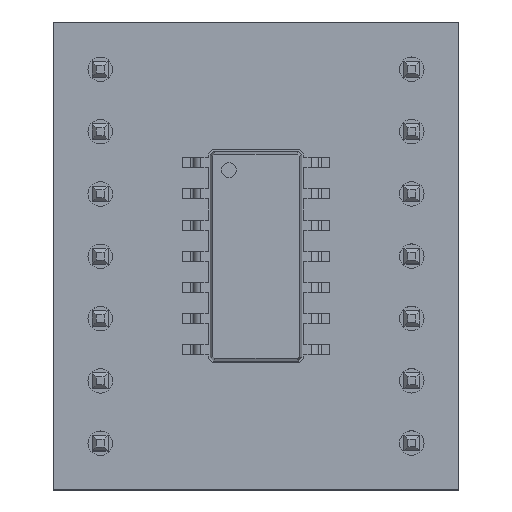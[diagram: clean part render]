
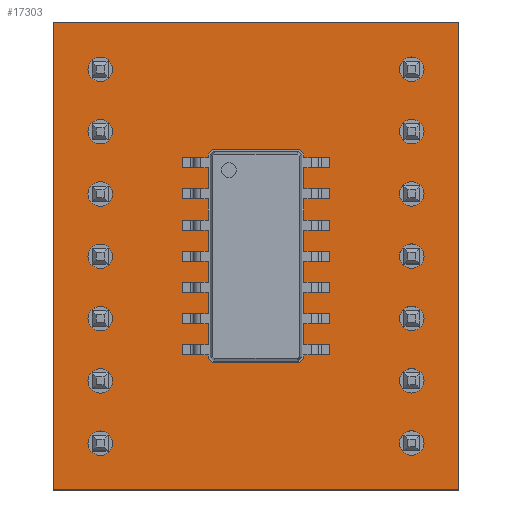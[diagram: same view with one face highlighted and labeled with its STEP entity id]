
A CAD part, top view. The second image highlights one B-rep face of the part: STEP entity #17303.
In plain terms, the highlighted planar face has unit normal (0, 0, 1).
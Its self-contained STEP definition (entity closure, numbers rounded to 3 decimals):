
#17037 = VERTEX_POINT('',#17038);
#17038 = CARTESIAN_POINT('',(14.605,-17.145,4.17));
#17044 = EDGE_CURVE('',#17037,#17045,#17047,.T.);
#17045 = VERTEX_POINT('',#17046);
#17046 = CARTESIAN_POINT('',(-1.905,-17.145,4.17));
#17047 = LINE('',#17048,#17049);
#17048 = CARTESIAN_POINT('',(14.605,-17.145,4.17));
#17049 = VECTOR('',#17050,1.);
#17050 = DIRECTION('',(-1.,0.,0.));
#17077 = VERTEX_POINT('',#17078);
#17078 = CARTESIAN_POINT('',(14.605,1.93,4.17));
#17084 = EDGE_CURVE('',#17077,#17037,#17085,.T.);
#17085 = LINE('',#17086,#17087);
#17086 = CARTESIAN_POINT('',(14.605,1.93,4.17));
#17087 = VECTOR('',#17088,1.);
#17088 = DIRECTION('',(0.,-1.,0.));
#17106 = EDGE_CURVE('',#17045,#17107,#17109,.T.);
#17107 = VERTEX_POINT('',#17108);
#17108 = CARTESIAN_POINT('',(-1.905,1.93,4.17));
#17109 = LINE('',#17110,#17111);
#17110 = CARTESIAN_POINT('',(-1.905,-17.145,4.17));
#17111 = VECTOR('',#17112,1.);
#17112 = DIRECTION('',(0.,1.,0.));
#17303 = ADVANCED_FACE('',(#17304,#17315,#17326,#17337,#17348,#17359,
    #17370,#17381,#17392,#17403,#17414,#17425,#17436,#17447,#17458),
  #17469,.F.);
#17304 = FACE_BOUND('',#17305,.F.);
#17305 = EDGE_LOOP('',(#17306,#17307,#17308,#17314));
#17306 = ORIENTED_EDGE('',*,*,#17044,.T.);
#17307 = ORIENTED_EDGE('',*,*,#17106,.T.);
#17308 = ORIENTED_EDGE('',*,*,#17309,.T.);
#17309 = EDGE_CURVE('',#17107,#17077,#17310,.T.);
#17310 = LINE('',#17311,#17312);
#17311 = CARTESIAN_POINT('',(-1.905,1.93,4.17));
#17312 = VECTOR('',#17313,1.);
#17313 = DIRECTION('',(1.,0.,0.));
#17314 = ORIENTED_EDGE('',*,*,#17084,.T.);
#17315 = FACE_BOUND('',#17316,.F.);
#17316 = EDGE_LOOP('',(#17317));
#17317 = ORIENTED_EDGE('',*,*,#17318,.T.);
#17318 = EDGE_CURVE('',#17319,#17319,#17321,.T.);
#17319 = VERTEX_POINT('',#17320);
#17320 = CARTESIAN_POINT('',(13.2,-15.235,4.17));
#17321 = CIRCLE('',#17322,0.5);
#17322 = AXIS2_PLACEMENT_3D('',#17323,#17324,#17325);
#17323 = CARTESIAN_POINT('',(12.7,-15.235,4.17));
#17324 = DIRECTION('',(0.,0.,1.));
#17325 = DIRECTION('',(1.,0.,0.));
#17326 = FACE_BOUND('',#17327,.F.);
#17327 = EDGE_LOOP('',(#17328));
#17328 = ORIENTED_EDGE('',*,*,#17329,.T.);
#17329 = EDGE_CURVE('',#17330,#17330,#17332,.T.);
#17330 = VERTEX_POINT('',#17331);
#17331 = CARTESIAN_POINT('',(13.2,-12.695,4.17));
#17332 = CIRCLE('',#17333,0.5);
#17333 = AXIS2_PLACEMENT_3D('',#17334,#17335,#17336);
#17334 = CARTESIAN_POINT('',(12.7,-12.695,4.17));
#17335 = DIRECTION('',(0.,0.,1.));
#17336 = DIRECTION('',(1.,0.,0.));
#17337 = FACE_BOUND('',#17338,.F.);
#17338 = EDGE_LOOP('',(#17339));
#17339 = ORIENTED_EDGE('',*,*,#17340,.T.);
#17340 = EDGE_CURVE('',#17341,#17341,#17343,.T.);
#17341 = VERTEX_POINT('',#17342);
#17342 = CARTESIAN_POINT('',(13.2,-10.155,4.17));
#17343 = CIRCLE('',#17344,0.5);
#17344 = AXIS2_PLACEMENT_3D('',#17345,#17346,#17347);
#17345 = CARTESIAN_POINT('',(12.7,-10.155,4.17));
#17346 = DIRECTION('',(0.,0.,1.));
#17347 = DIRECTION('',(1.,0.,0.));
#17348 = FACE_BOUND('',#17349,.F.);
#17349 = EDGE_LOOP('',(#17350));
#17350 = ORIENTED_EDGE('',*,*,#17351,.T.);
#17351 = EDGE_CURVE('',#17352,#17352,#17354,.T.);
#17352 = VERTEX_POINT('',#17353);
#17353 = CARTESIAN_POINT('',(0.5,-15.24,4.17));
#17354 = CIRCLE('',#17355,0.5);
#17355 = AXIS2_PLACEMENT_3D('',#17356,#17357,#17358);
#17356 = CARTESIAN_POINT('',(0.,-15.24,4.17));
#17357 = DIRECTION('',(0.,0.,1.));
#17358 = DIRECTION('',(1.,0.,0.));
#17359 = FACE_BOUND('',#17360,.F.);
#17360 = EDGE_LOOP('',(#17361));
#17361 = ORIENTED_EDGE('',*,*,#17362,.T.);
#17362 = EDGE_CURVE('',#17363,#17363,#17365,.T.);
#17363 = VERTEX_POINT('',#17364);
#17364 = CARTESIAN_POINT('',(0.5,-12.7,4.17));
#17365 = CIRCLE('',#17366,0.5);
#17366 = AXIS2_PLACEMENT_3D('',#17367,#17368,#17369);
#17367 = CARTESIAN_POINT('',(0.,-12.7,4.17));
#17368 = DIRECTION('',(0.,0.,1.));
#17369 = DIRECTION('',(1.,0.,0.));
#17370 = FACE_BOUND('',#17371,.F.);
#17371 = EDGE_LOOP('',(#17372));
#17372 = ORIENTED_EDGE('',*,*,#17373,.T.);
#17373 = EDGE_CURVE('',#17374,#17374,#17376,.T.);
#17374 = VERTEX_POINT('',#17375);
#17375 = CARTESIAN_POINT('',(0.5,-10.16,4.17));
#17376 = CIRCLE('',#17377,0.5);
#17377 = AXIS2_PLACEMENT_3D('',#17378,#17379,#17380);
#17378 = CARTESIAN_POINT('',(0.,-10.16,4.17));
#17379 = DIRECTION('',(0.,0.,1.));
#17380 = DIRECTION('',(1.,0.,0.));
#17381 = FACE_BOUND('',#17382,.F.);
#17382 = EDGE_LOOP('',(#17383));
#17383 = ORIENTED_EDGE('',*,*,#17384,.T.);
#17384 = EDGE_CURVE('',#17385,#17385,#17387,.T.);
#17385 = VERTEX_POINT('',#17386);
#17386 = CARTESIAN_POINT('',(0.5,-7.62,4.17));
#17387 = CIRCLE('',#17388,0.5);
#17388 = AXIS2_PLACEMENT_3D('',#17389,#17390,#17391);
#17389 = CARTESIAN_POINT('',(0.,-7.62,4.17));
#17390 = DIRECTION('',(0.,0.,1.));
#17391 = DIRECTION('',(1.,0.,0.));
#17392 = FACE_BOUND('',#17393,.F.);
#17393 = EDGE_LOOP('',(#17394));
#17394 = ORIENTED_EDGE('',*,*,#17395,.T.);
#17395 = EDGE_CURVE('',#17396,#17396,#17398,.T.);
#17396 = VERTEX_POINT('',#17397);
#17397 = CARTESIAN_POINT('',(13.2,-7.615,4.17));
#17398 = CIRCLE('',#17399,0.5);
#17399 = AXIS2_PLACEMENT_3D('',#17400,#17401,#17402);
#17400 = CARTESIAN_POINT('',(12.7,-7.615,4.17));
#17401 = DIRECTION('',(0.,0.,1.));
#17402 = DIRECTION('',(1.,0.,0.));
#17403 = FACE_BOUND('',#17404,.F.);
#17404 = EDGE_LOOP('',(#17405));
#17405 = ORIENTED_EDGE('',*,*,#17406,.T.);
#17406 = EDGE_CURVE('',#17407,#17407,#17409,.T.);
#17407 = VERTEX_POINT('',#17408);
#17408 = CARTESIAN_POINT('',(13.2,-5.075,4.17));
#17409 = CIRCLE('',#17410,0.5);
#17410 = AXIS2_PLACEMENT_3D('',#17411,#17412,#17413);
#17411 = CARTESIAN_POINT('',(12.7,-5.075,4.17));
#17412 = DIRECTION('',(0.,0.,1.));
#17413 = DIRECTION('',(1.,0.,0.));
#17414 = FACE_BOUND('',#17415,.F.);
#17415 = EDGE_LOOP('',(#17416));
#17416 = ORIENTED_EDGE('',*,*,#17417,.T.);
#17417 = EDGE_CURVE('',#17418,#17418,#17420,.T.);
#17418 = VERTEX_POINT('',#17419);
#17419 = CARTESIAN_POINT('',(13.2,-2.535,4.17));
#17420 = CIRCLE('',#17421,0.5);
#17421 = AXIS2_PLACEMENT_3D('',#17422,#17423,#17424);
#17422 = CARTESIAN_POINT('',(12.7,-2.535,4.17));
#17423 = DIRECTION('',(0.,0.,1.));
#17424 = DIRECTION('',(1.,0.,0.));
#17425 = FACE_BOUND('',#17426,.F.);
#17426 = EDGE_LOOP('',(#17427));
#17427 = ORIENTED_EDGE('',*,*,#17428,.T.);
#17428 = EDGE_CURVE('',#17429,#17429,#17431,.T.);
#17429 = VERTEX_POINT('',#17430);
#17430 = CARTESIAN_POINT('',(13.2,0.005,4.17));
#17431 = CIRCLE('',#17432,0.5);
#17432 = AXIS2_PLACEMENT_3D('',#17433,#17434,#17435);
#17433 = CARTESIAN_POINT('',(12.7,0.005,4.17));
#17434 = DIRECTION('',(0.,0.,1.));
#17435 = DIRECTION('',(1.,0.,0.));
#17436 = FACE_BOUND('',#17437,.F.);
#17437 = EDGE_LOOP('',(#17438));
#17438 = ORIENTED_EDGE('',*,*,#17439,.T.);
#17439 = EDGE_CURVE('',#17440,#17440,#17442,.T.);
#17440 = VERTEX_POINT('',#17441);
#17441 = CARTESIAN_POINT('',(0.5,-5.08,4.17));
#17442 = CIRCLE('',#17443,0.5);
#17443 = AXIS2_PLACEMENT_3D('',#17444,#17445,#17446);
#17444 = CARTESIAN_POINT('',(0.,-5.08,4.17));
#17445 = DIRECTION('',(0.,0.,1.));
#17446 = DIRECTION('',(1.,0.,0.));
#17447 = FACE_BOUND('',#17448,.F.);
#17448 = EDGE_LOOP('',(#17449));
#17449 = ORIENTED_EDGE('',*,*,#17450,.T.);
#17450 = EDGE_CURVE('',#17451,#17451,#17453,.T.);
#17451 = VERTEX_POINT('',#17452);
#17452 = CARTESIAN_POINT('',(0.5,-2.54,4.17));
#17453 = CIRCLE('',#17454,0.5);
#17454 = AXIS2_PLACEMENT_3D('',#17455,#17456,#17457);
#17455 = CARTESIAN_POINT('',(0.,-2.54,4.17));
#17456 = DIRECTION('',(0.,0.,1.));
#17457 = DIRECTION('',(1.,0.,0.));
#17458 = FACE_BOUND('',#17459,.F.);
#17459 = EDGE_LOOP('',(#17460));
#17460 = ORIENTED_EDGE('',*,*,#17461,.T.);
#17461 = EDGE_CURVE('',#17462,#17462,#17464,.T.);
#17462 = VERTEX_POINT('',#17463);
#17463 = CARTESIAN_POINT('',(0.5,0.,4.17));
#17464 = CIRCLE('',#17465,0.5);
#17465 = AXIS2_PLACEMENT_3D('',#17466,#17467,#17468);
#17466 = CARTESIAN_POINT('',(0.,0.,4.17));
#17467 = DIRECTION('',(0.,0.,1.));
#17468 = DIRECTION('',(1.,0.,0.));
#17469 = PLANE('',#17470);
#17470 = AXIS2_PLACEMENT_3D('',#17471,#17472,#17473);
#17471 = CARTESIAN_POINT('',(6.35,-7.607,4.17));
#17472 = DIRECTION('',(-0.,-0.,-1.));
#17473 = DIRECTION('',(-1.,0.,0.));
